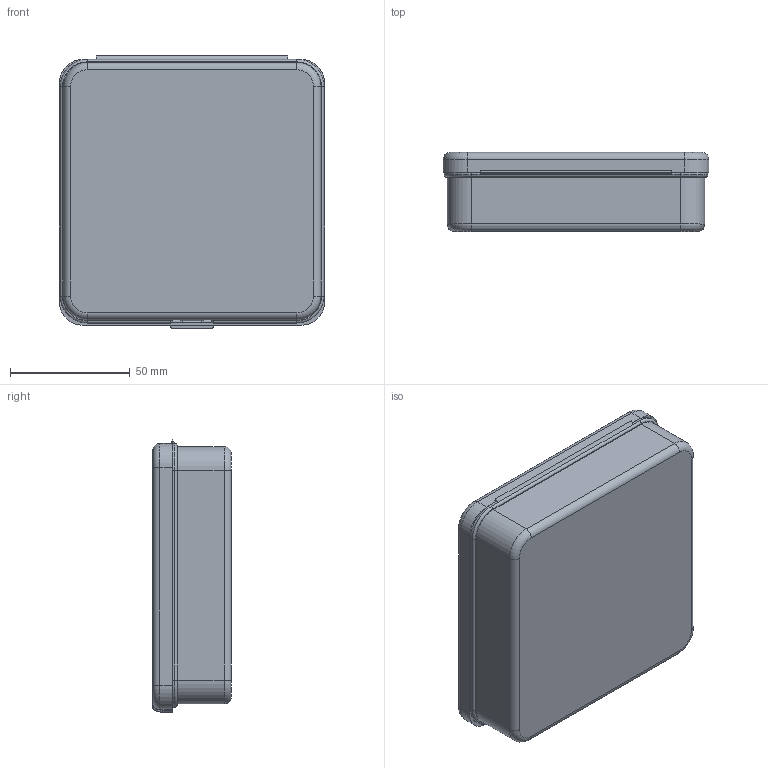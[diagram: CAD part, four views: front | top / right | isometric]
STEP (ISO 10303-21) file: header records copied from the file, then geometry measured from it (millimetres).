
FILE_DESCRIPTION (( 'STEP AP214' ), '1' );
FILE_NAME ('B100 Êîðîáêà ïëàñòèêîâàÿ, ?105x105x30 ìì.STEP', '2020-02-06T13:01:36', ( 'Ïîëüçîâàòåëü Windows' ), ( '' ), 'SwSTEP 2.0', 'SolidWorks 2019', '' );
FILE_SCHEMA (( 'AUTOMOTIVE_DESIGN' ));
Length unit declared in the file: millimetre
Products named in the file (3): B100 澎觐耱黖00; B100 Êðûøêà_00; B100 Êîðîáêà ïëàñòèêîâàÿ, ?105x105x30 ìì
Assembly tree (2 placements, depth 2):
  B100 Êîðîáêà ïëàñòèêîâàÿ, ?105x105x30 ìì
    B100 澎觐耱黖00
    B100 Êðûøêà_00
Bounding box: 111 x 32.9 x 113.7 mm (x, y, z)
Volume: 49773 mm3; surface area: 76766.3 mm2
Topology: 3 solids, 3 shells, 229 faces, 556 edges, 334 vertices
Faces by surface type: cylinder 106, plane 83, torus 24, bspline 12, sphere 4
Entity records: 7217 total; most frequent: CARTESIAN_POINT 1914, ORIENTED_EDGE 1104, DIRECTION 1076, EDGE_CURVE 552, AXIS2_PLACEMENT_3D 384, VERTEX_POINT 334, VECTOR 308, LINE 308
